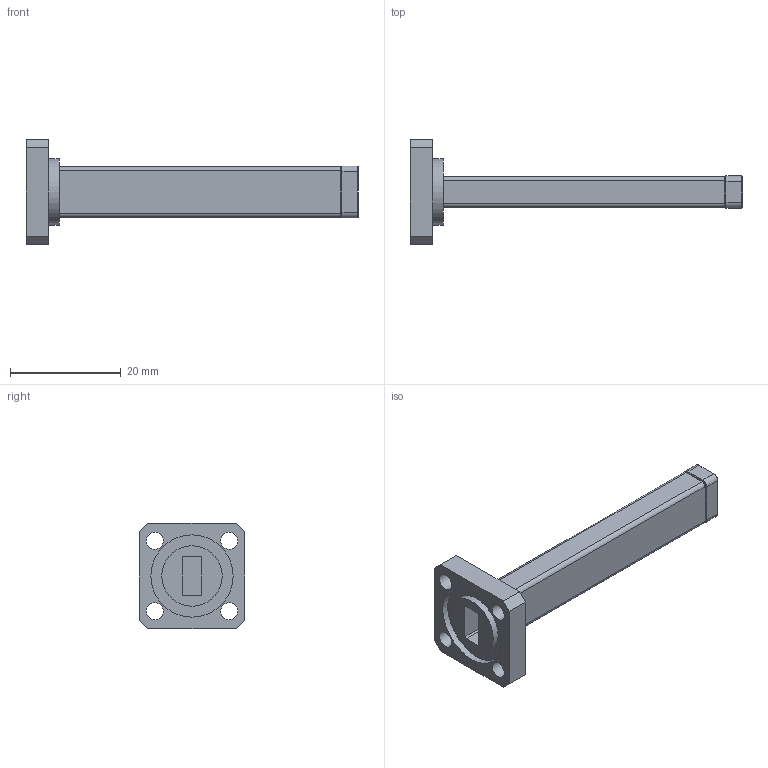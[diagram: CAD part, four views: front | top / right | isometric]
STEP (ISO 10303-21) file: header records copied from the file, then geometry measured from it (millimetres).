
FILE_DESCRIPTION (( 'STEP AP214' ), '1' );
FILE_NAME ('006522.STEP', '2020-11-23T09:44:18', ( '' ), ( '' ), 'SwSTEP 2.0', 'SolidWorks 2019', '' );
FILE_SCHEMA (( 'AUTOMOTIVE_DESIGN' ));
Length unit declared in the file: millimetre
Products named in the file (3): 006522; wg22 flange; wg22_Default<As Machined>
Assembly tree (2 placements, depth 2):
  006522
    wg22_Default<As Machined>
    wg22 flange
Bounding box: 60 x 19.1 x 19.1 mm (x, y, z)
Volume: 2772.4 mm3; surface area: 4141.6 mm2
Topology: 3 solids, 3 shells, 97 faces, 233 edges, 146 vertices
Faces by surface type: plane 54, cylinder 27, cone 16
Full cylindrical faces by diameter (mm): 3.07 x4, 10.92 x1, 11.98 x1, 14.86 x1
Entity records: 2865 total; most frequent: DIRECTION 496, CARTESIAN_POINT 466, ORIENTED_EDGE 444, EDGE_CURVE 222, AXIS2_PLACEMENT_3D 172, LINE 152, VECTOR 152, VERTEX_POINT 142
